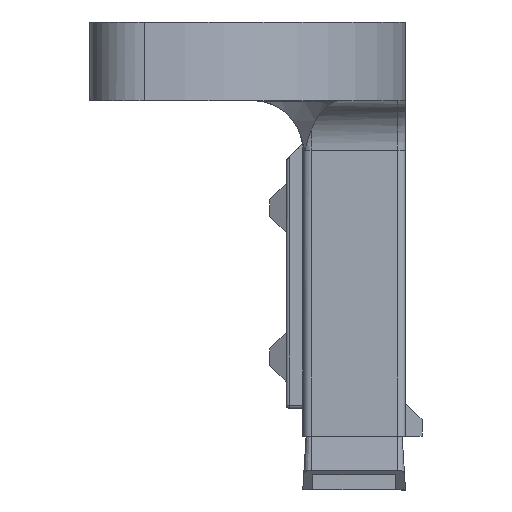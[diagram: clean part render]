
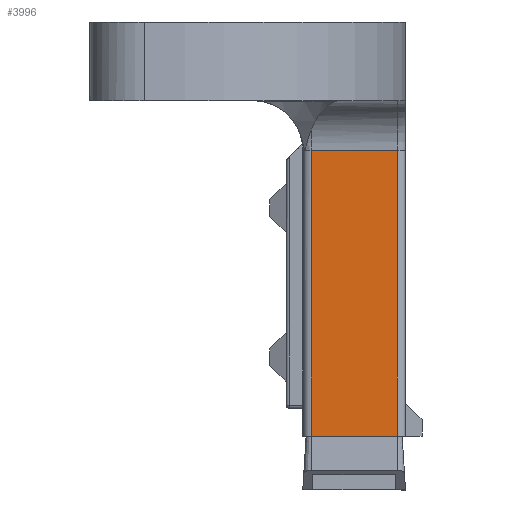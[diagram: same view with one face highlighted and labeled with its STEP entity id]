
A CAD part, left-side view. The second image highlights one B-rep face of the part: STEP entity #3996.
In plain terms, the highlighted planar face has unit normal (-1, 0, 0).
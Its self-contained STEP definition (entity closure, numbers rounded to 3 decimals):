
#312 = CYLINDRICAL_SURFACE('',#313,1.);
#313 = AXIS2_PLACEMENT_3D('',#314,#315,#316);
#314 = CARTESIAN_POINT('',(324.455,-61.1,31.1));
#315 = DIRECTION('',(0.,0.,-1.));
#316 = DIRECTION('',(-0.707,-0.707,0.
    ));
#340 = PLANE('',#341);
#341 = AXIS2_PLACEMENT_3D('',#342,#343,#344);
#342 = CARTESIAN_POINT('',(332.255,-55.9,-18.9));
#343 = DIRECTION('',(0.,0.,-1.));
#344 = DIRECTION('',(-1.,0.,0.));
#764 = VERTEX_POINT('',#765);
#765 = CARTESIAN_POINT('',(323.455,-61.1,15.6));
#787 = EDGE_CURVE('',#764,#788,#790,.T.);
#788 = VERTEX_POINT('',#789);
#789 = CARTESIAN_POINT('',(323.455,-61.1,-18.9));
#790 = SURFACE_CURVE('',#791,(#795,#802),.PCURVE_S1.);
#791 = LINE('',#792,#793);
#792 = CARTESIAN_POINT('',(323.455,-61.1,15.6));
#793 = VECTOR('',#794,1.);
#794 = DIRECTION('',(0.,0.,-1.));
#795 = PCURVE('',#312,#796);
#796 = DEFINITIONAL_REPRESENTATION('',(#797),#801);
#797 = LINE('',#798,#799);
#798 = CARTESIAN_POINT('',(7.069,15.5));
#799 = VECTOR('',#800,1.);
#800 = DIRECTION('',(0.,1.));
#801 = ( GEOMETRIC_REPRESENTATION_CONTEXT(2) 
PARAMETRIC_REPRESENTATION_CONTEXT() REPRESENTATION_CONTEXT('2D SPACE',''
  ) );
#802 = PCURVE('',#803,#808);
#803 = PLANE('',#804);
#804 = AXIS2_PLACEMENT_3D('',#805,#806,#807);
#805 = CARTESIAN_POINT('',(323.455,-62.1,31.1));
#806 = DIRECTION('',(-1.,0.,0.));
#807 = DIRECTION('',(0.,1.,0.));
#808 = DEFINITIONAL_REPRESENTATION('',(#809),#813);
#809 = LINE('',#810,#811);
#810 = CARTESIAN_POINT('',(1.,15.5));
#811 = VECTOR('',#812,1.);
#812 = DIRECTION('',(0.,1.));
#813 = ( GEOMETRIC_REPRESENTATION_CONTEXT(2) 
PARAMETRIC_REPRESENTATION_CONTEXT() REPRESENTATION_CONTEXT('2D SPACE',''
  ) );
#885 = CYLINDRICAL_SURFACE('',#886,6.);
#886 = AXIS2_PLACEMENT_3D('',#887,#888,#889);
#887 = CARTESIAN_POINT('',(317.455,-52.001,15.6));
#888 = DIRECTION('',(0.,1.,0.));
#889 = DIRECTION('',(0.707,0.,0.707)
  );
#3602 = EDGE_CURVE('',#3603,#788,#3605,.T.);
#3603 = VERTEX_POINT('',#3604);
#3604 = CARTESIAN_POINT('',(323.455,-50.7,-18.9));
#3605 = SURFACE_CURVE('',#3606,(#3610,#3617),.PCURVE_S1.);
#3606 = LINE('',#3607,#3608);
#3607 = CARTESIAN_POINT('',(323.455,-50.7,-18.9));
#3608 = VECTOR('',#3609,1.);
#3609 = DIRECTION('',(0.,-1.,0.));
#3610 = PCURVE('',#340,#3611);
#3611 = DEFINITIONAL_REPRESENTATION('',(#3612),#3616);
#3612 = LINE('',#3613,#3614);
#3613 = CARTESIAN_POINT('',(8.8,5.2));
#3614 = VECTOR('',#3615,1.);
#3615 = DIRECTION('',(-0.,-1.));
#3616 = ( GEOMETRIC_REPRESENTATION_CONTEXT(2) 
PARAMETRIC_REPRESENTATION_CONTEXT() REPRESENTATION_CONTEXT('2D SPACE',''
  ) );
#3617 = PCURVE('',#803,#3618);
#3618 = DEFINITIONAL_REPRESENTATION('',(#3619),#3623);
#3619 = LINE('',#3620,#3621);
#3620 = CARTESIAN_POINT('',(11.4,50.));
#3621 = VECTOR('',#3622,1.);
#3622 = DIRECTION('',(-1.,0.));
#3623 = ( GEOMETRIC_REPRESENTATION_CONTEXT(2) 
PARAMETRIC_REPRESENTATION_CONTEXT() REPRESENTATION_CONTEXT('2D SPACE',''
  ) );
#3646 = CYLINDRICAL_SURFACE('',#3647,1.);
#3647 = AXIS2_PLACEMENT_3D('',#3648,#3649,#3650);
#3648 = CARTESIAN_POINT('',(324.455,-50.7,31.1));
#3649 = DIRECTION('',(0.,0.,-1.));
#3650 = DIRECTION('',(-0.707,0.707,0.)
  );
#3996 = ADVANCED_FACE('',(#3997),#803,.T.);
#3997 = FACE_BOUND('',#3998,.T.);
#3998 = EDGE_LOOP('',(#3999,#4000,#4023,#4044));
#3999 = ORIENTED_EDGE('',*,*,#787,.F.);
#4000 = ORIENTED_EDGE('',*,*,#4001,.F.);
#4001 = EDGE_CURVE('',#4002,#764,#4004,.T.);
#4002 = VERTEX_POINT('',#4003);
#4003 = CARTESIAN_POINT('',(323.455,-50.7,15.6));
#4004 = SURFACE_CURVE('',#4005,(#4009,#4016),.PCURVE_S1.);
#4005 = LINE('',#4006,#4007);
#4006 = CARTESIAN_POINT('',(323.455,-52.001,15.6));
#4007 = VECTOR('',#4008,1.);
#4008 = DIRECTION('',(-0.,-1.,0.));
#4009 = PCURVE('',#803,#4010);
#4010 = DEFINITIONAL_REPRESENTATION('',(#4011),#4015);
#4011 = LINE('',#4012,#4013);
#4012 = CARTESIAN_POINT('',(10.099,15.5));
#4013 = VECTOR('',#4014,1.);
#4014 = DIRECTION('',(-1.,0.));
#4015 = ( GEOMETRIC_REPRESENTATION_CONTEXT(2) 
PARAMETRIC_REPRESENTATION_CONTEXT() REPRESENTATION_CONTEXT('2D SPACE',''
  ) );
#4016 = PCURVE('',#885,#4017);
#4017 = DEFINITIONAL_REPRESENTATION('',(#4018),#4022);
#4018 = LINE('',#4019,#4020);
#4019 = CARTESIAN_POINT('',(7.069,0.));
#4020 = VECTOR('',#4021,1.);
#4021 = DIRECTION('',(0.,-1.));
#4022 = ( GEOMETRIC_REPRESENTATION_CONTEXT(2) 
PARAMETRIC_REPRESENTATION_CONTEXT() REPRESENTATION_CONTEXT('2D SPACE',''
  ) );
#4023 = ORIENTED_EDGE('',*,*,#4024,.F.);
#4024 = EDGE_CURVE('',#3603,#4002,#4025,.T.);
#4025 = SURFACE_CURVE('',#4026,(#4030,#4037),.PCURVE_S1.);
#4026 = LINE('',#4027,#4028);
#4027 = CARTESIAN_POINT('',(323.455,-50.7,-18.9));
#4028 = VECTOR('',#4029,1.);
#4029 = DIRECTION('',(0.,0.,1.));
#4030 = PCURVE('',#803,#4031);
#4031 = DEFINITIONAL_REPRESENTATION('',(#4032),#4036);
#4032 = LINE('',#4033,#4034);
#4033 = CARTESIAN_POINT('',(11.4,50.));
#4034 = VECTOR('',#4035,1.);
#4035 = DIRECTION('',(0.,-1.));
#4036 = ( GEOMETRIC_REPRESENTATION_CONTEXT(2) 
PARAMETRIC_REPRESENTATION_CONTEXT() REPRESENTATION_CONTEXT('2D SPACE',''
  ) );
#4037 = PCURVE('',#3646,#4038);
#4038 = DEFINITIONAL_REPRESENTATION('',(#4039),#4043);
#4039 = LINE('',#4040,#4041);
#4040 = CARTESIAN_POINT('',(5.498,50.));
#4041 = VECTOR('',#4042,1.);
#4042 = DIRECTION('',(0.,-1.));
#4043 = ( GEOMETRIC_REPRESENTATION_CONTEXT(2) 
PARAMETRIC_REPRESENTATION_CONTEXT() REPRESENTATION_CONTEXT('2D SPACE',''
  ) );
#4044 = ORIENTED_EDGE('',*,*,#3602,.T.);
